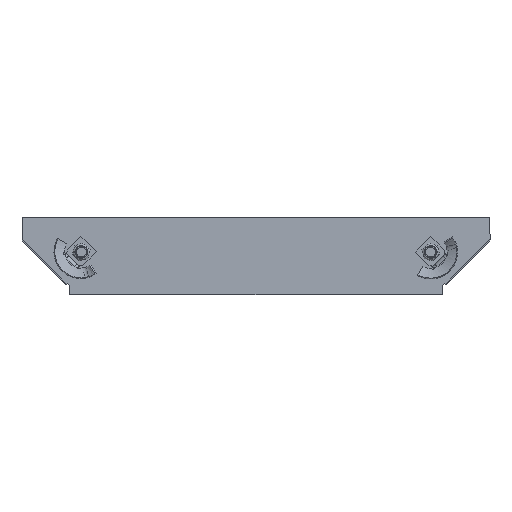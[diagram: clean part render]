
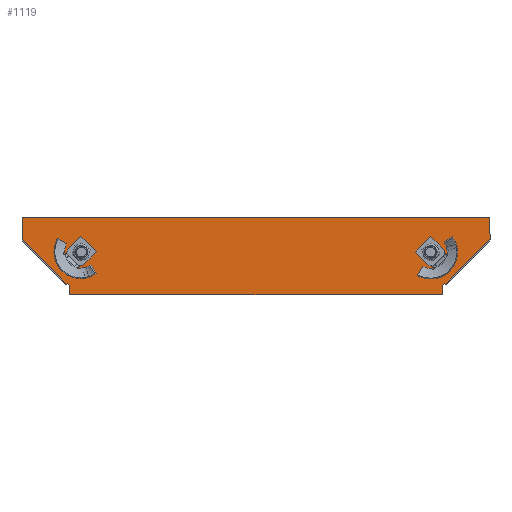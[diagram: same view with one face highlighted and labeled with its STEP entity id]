
A CAD part, top view. The second image highlights one B-rep face of the part: STEP entity #1119.
In plain terms, the highlighted planar face has unit normal (0, 0, 1).
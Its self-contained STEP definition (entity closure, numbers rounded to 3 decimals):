
#8 = DIRECTION ( 'NONE',  ( 1., 0., 0. ) ) ;
#18 = EDGE_CURVE ( 'NONE', #2946, #93, #1168, .T. ) ;
#93 = VERTEX_POINT ( 'NONE', #3742 ) ;
#132 = DIRECTION ( 'NONE',  ( 0., -1., 0. ) ) ;
#135 = EDGE_CURVE ( 'NONE', #5623, #5877, #5464, .T. ) ;
#208 = VERTEX_POINT ( 'NONE', #989 ) ;
#232 = LINE ( 'NONE', #4370, #3450 ) ;
#240 = PLANE ( 'NONE',  #4346 ) ;
#383 = ORIENTED_EDGE ( 'NONE', *, *, #4755, .T. ) ;
#387 = VECTOR ( 'NONE', #4373, 1000. ) ;
#419 = LINE ( 'NONE', #469, #5335 ) ;
#469 = CARTESIAN_POINT ( 'NONE',  ( -191.141, 63., 0. ) ) ;
#495 = DIRECTION ( 'NONE',  ( 0., 1., 0. ) ) ;
#559 = CARTESIAN_POINT ( 'NONE',  ( 191.141, 63., 0. ) ) ;
#648 = CARTESIAN_POINT ( 'NONE',  ( -152.25, 0., 0. ) ) ;
#704 = VERTEX_POINT ( 'NONE', #2954 ) ;
#707 = VECTOR ( 'NONE', #495, 1000. ) ;
#732 = VERTEX_POINT ( 'NONE', #5793 ) ;
#760 = CIRCLE ( 'NONE', #1106, 8.25 ) ;
#805 = EDGE_CURVE ( 'NONE', #5877, #3224, #3860, .T. ) ;
#862 = CARTESIAN_POINT ( 'NONE',  ( 154.725, 8.561, 0. ) ) ;
#961 = VECTOR ( 'NONE', #1717, 1000. ) ;
#989 = CARTESIAN_POINT ( 'NONE',  ( 134.454, 34.724, 0. ) ) ;
#1006 = CIRCLE ( 'NONE', #2964, 8.25 ) ;
#1026 = CARTESIAN_POINT ( 'NONE',  ( -154.018, 9.268, 0. ) ) ;
#1088 = DIRECTION ( 'NONE',  ( 0., 0., -1. ) ) ;
#1106 = AXIS2_PLACEMENT_3D ( 'NONE', #4435, #2533, #2515 ) ;
#1119 = ADVANCED_FACE ( 'NONE', ( #5880, #6163, #2754 ), #240, .F. ) ;
#1144 = CIRCLE ( 'NONE', #3585, 8.25 ) ;
#1168 = LINE ( 'NONE', #5573, #5906 ) ;
#1190 = VERTEX_POINT ( 'NONE', #6003 ) ;
#1258 = ORIENTED_EDGE ( 'NONE', *, *, #805, .T. ) ;
#1510 = EDGE_CURVE ( 'NONE', #1733, #4857, #1144, .T. ) ;
#1566 = LINE ( 'NONE', #2907, #2739 ) ;
#1611 = ORIENTED_EDGE ( 'NONE', *, *, #4365, .T. ) ;
#1688 = CARTESIAN_POINT ( 'NONE',  ( -142.704, 34.724, 0. ) ) ;
#1717 = DIRECTION ( 'NONE',  ( -0.707, -0.707, 0. ) ) ;
#1733 = VERTEX_POINT ( 'NONE', #3248 ) ;
#1751 = DIRECTION ( 'NONE',  ( -1., 0., 0. ) ) ;
#1828 = LINE ( 'NONE', #4415, #387 ) ;
#1835 = EDGE_LOOP ( 'NONE', ( #4604, #4260, #3837, #4030, #1611, #4967, #5310, #5845, #2119, #383, #4842, #1258 ) ) ;
#1843 = CARTESIAN_POINT ( 'NONE',  ( -152.25, 0., 0. ) ) ;
#1860 = VECTOR ( 'NONE', #2727, 1000. ) ;
#1908 = LINE ( 'NONE', #5741, #4945 ) ;
#2007 = ORIENTED_EDGE ( 'NONE', *, *, #5971, .F. ) ;
#2119 = ORIENTED_EDGE ( 'NONE', *, *, #2615, .T. ) ;
#2122 = ORIENTED_EDGE ( 'NONE', *, *, #1510, .T. ) ;
#2232 = EDGE_CURVE ( 'NONE', #5286, #704, #1828, .T. ) ;
#2263 = DIRECTION ( 'NONE',  ( 0., 0., -1. ) ) ;
#2445 = CARTESIAN_POINT ( 'NONE',  ( 191.141, 63., 0. ) ) ;
#2515 = DIRECTION ( 'NONE',  ( -1., 0., 0. ) ) ;
#2533 = DIRECTION ( 'NONE',  ( 0., 0., 1. ) ) ;
#2574 = DIRECTION ( 'NONE',  ( -1., 0., 0. ) ) ;
#2615 = EDGE_CURVE ( 'NONE', #732, #2870, #1908, .T. ) ;
#2727 = DIRECTION ( 'NONE',  ( 0.707, 0.707, 0. ) ) ;
#2739 = VECTOR ( 'NONE', #4790, 1000. ) ;
#2754 = FACE_BOUND ( 'NONE', #3108, .T. ) ;
#2820 = LINE ( 'NONE', #3129, #961 ) ;
#2860 = DIRECTION ( 'NONE',  ( 0.707, -0.707, 0. ) ) ;
#2870 = VERTEX_POINT ( 'NONE', #862 ) ;
#2873 = VERTEX_POINT ( 'NONE', #5196 ) ;
#2907 = CARTESIAN_POINT ( 'NONE',  ( 152.25, 7.5, 0. ) ) ;
#2922 = CARTESIAN_POINT ( 'NONE',  ( -191.141, 63., 0. ) ) ;
#2946 = VERTEX_POINT ( 'NONE', #4455 ) ;
#2954 = CARTESIAN_POINT ( 'NONE',  ( -152.25, 7.5, 0. ) ) ;
#2964 = AXIS2_PLACEMENT_3D ( 'NONE', #6018, #3633, #1751 ) ;
#2995 = CARTESIAN_POINT ( 'NONE',  ( -150.954, 34.724, 0. ) ) ;
#3082 = CARTESIAN_POINT ( 'NONE',  ( 150.954, 34.724, 0. ) ) ;
#3096 = LINE ( 'NONE', #6064, #1860 ) ;
#3108 = EDGE_LOOP ( 'NONE', ( #3686, #2122 ) ) ;
#3129 = CARTESIAN_POINT ( 'NONE',  ( -177.213, -13.928, 0. ) ) ;
#3174 = EDGE_LOOP ( 'NONE', ( #2007, #4286 ) ) ;
#3224 = VERTEX_POINT ( 'NONE', #2922 ) ;
#3229 = VECTOR ( 'NONE', #4690, 1000. ) ;
#3248 = CARTESIAN_POINT ( 'NONE',  ( -134.454, 34.724, 0. ) ) ;
#3450 = VECTOR ( 'NONE', #8, 1000. ) ;
#3528 = CARTESIAN_POINT ( 'NONE',  ( -191.141, 0., 0. ) ) ;
#3557 = LINE ( 'NONE', #648, #3697 ) ;
#3585 = AXIS2_PLACEMENT_3D ( 'NONE', #3929, #1088, #2574 ) ;
#3633 = DIRECTION ( 'NONE',  ( 0., 0., 1. ) ) ;
#3673 = DIRECTION ( 'NONE',  ( -0.707, 0.707, 0. ) ) ;
#3686 = ORIENTED_EDGE ( 'NONE', *, *, #5548, .T. ) ;
#3694 = CARTESIAN_POINT ( 'NONE',  ( 191.141, 44.977, 0. ) ) ;
#3697 = VECTOR ( 'NONE', #132, 1000. ) ;
#3698 = VECTOR ( 'NONE', #4877, 1000. ) ;
#3742 = CARTESIAN_POINT ( 'NONE',  ( -191.141, 44.977, 0. ) ) ;
#3837 = ORIENTED_EDGE ( 'NONE', *, *, #4535, .F. ) ;
#3860 = LINE ( 'NONE', #2445, #3698 ) ;
#3929 = CARTESIAN_POINT ( 'NONE',  ( -142.704, 34.724, 0. ) ) ;
#4030 = ORIENTED_EDGE ( 'NONE', *, *, #2232, .T. ) ;
#4088 = DIRECTION ( 'NONE',  ( -1., 0., 0. ) ) ;
#4252 = CARTESIAN_POINT ( 'NONE',  ( 191.141, 46.391, 0. ) ) ;
#4260 = ORIENTED_EDGE ( 'NONE', *, *, #18, .F. ) ;
#4262 = EDGE_CURVE ( 'NONE', #1190, #732, #1566, .T. ) ;
#4286 = ORIENTED_EDGE ( 'NONE', *, *, #5122, .F. ) ;
#4346 = AXIS2_PLACEMENT_3D ( 'NONE', #3528, #2263, #4088 ) ;
#4365 = EDGE_CURVE ( 'NONE', #704, #4745, #3557, .T. ) ;
#4370 = CARTESIAN_POINT ( 'NONE',  ( 152.25, 0., 0. ) ) ;
#4373 = DIRECTION ( 'NONE',  ( 0.707, -0.707, 0. ) ) ;
#4415 = CARTESIAN_POINT ( 'NONE',  ( -191.141, 46.391, 0. ) ) ;
#4435 = CARTESIAN_POINT ( 'NONE',  ( 142.704, 34.724, 0. ) ) ;
#4455 = CARTESIAN_POINT ( 'NONE',  ( -154.725, 8.561, 0. ) ) ;
#4503 = DIRECTION ( 'NONE',  ( -1., 0., 0. ) ) ;
#4535 = EDGE_CURVE ( 'NONE', #5286, #2946, #2820, .T. ) ;
#4604 = ORIENTED_EDGE ( 'NONE', *, *, #4782, .T. ) ;
#4690 = DIRECTION ( 'NONE',  ( 0., 1., 0. ) ) ;
#4737 = DIRECTION ( 'NONE',  ( 0., -1., 0. ) ) ;
#4745 = VERTEX_POINT ( 'NONE', #1843 ) ;
#4755 = EDGE_CURVE ( 'NONE', #2870, #5623, #3096, .T. ) ;
#4762 = CARTESIAN_POINT ( 'NONE',  ( 152.25, 7.5, 0. ) ) ;
#4782 = EDGE_CURVE ( 'NONE', #3224, #93, #419, .T. ) ;
#4790 = DIRECTION ( 'NONE',  ( 0.707, 0.707, 0. ) ) ;
#4828 = EDGE_CURVE ( 'NONE', #2873, #1190, #5479, .T. ) ;
#4842 = ORIENTED_EDGE ( 'NONE', *, *, #135, .T. ) ;
#4857 = VERTEX_POINT ( 'NONE', #2995 ) ;
#4861 = CIRCLE ( 'NONE', #5270, 8.25 ) ;
#4877 = DIRECTION ( 'NONE',  ( -1., 0., 0. ) ) ;
#4913 = VERTEX_POINT ( 'NONE', #3082 ) ;
#4945 = VECTOR ( 'NONE', #2860, 1000. ) ;
#4967 = ORIENTED_EDGE ( 'NONE', *, *, #5835, .T. ) ;
#4983 = DIRECTION ( 'NONE',  ( 0., 0., -1. ) ) ;
#5122 = EDGE_CURVE ( 'NONE', #4913, #208, #1006, .T. ) ;
#5196 = CARTESIAN_POINT ( 'NONE',  ( 152.25, 0., 0. ) ) ;
#5270 = AXIS2_PLACEMENT_3D ( 'NONE', #1688, #4983, #4503 ) ;
#5286 = VERTEX_POINT ( 'NONE', #1026 ) ;
#5310 = ORIENTED_EDGE ( 'NONE', *, *, #4828, .T. ) ;
#5335 = VECTOR ( 'NONE', #4737, 1000. ) ;
#5464 = LINE ( 'NONE', #4252, #3229 ) ;
#5479 = LINE ( 'NONE', #4762, #707 ) ;
#5548 = EDGE_CURVE ( 'NONE', #4857, #1733, #4861, .T. ) ;
#5573 = CARTESIAN_POINT ( 'NONE',  ( -168.653, 22.488, 0. ) ) ;
#5623 = VERTEX_POINT ( 'NONE', #3694 ) ;
#5741 = CARTESIAN_POINT ( 'NONE',  ( 154.018, 9.268, 0. ) ) ;
#5793 = CARTESIAN_POINT ( 'NONE',  ( 154.018, 9.268, 0. ) ) ;
#5835 = EDGE_CURVE ( 'NONE', #4745, #2873, #232, .T. ) ;
#5845 = ORIENTED_EDGE ( 'NONE', *, *, #4262, .T. ) ;
#5877 = VERTEX_POINT ( 'NONE', #559 ) ;
#5880 = FACE_BOUND ( 'NONE', #3174, .T. ) ;
#5906 = VECTOR ( 'NONE', #3673, 1000. ) ;
#5971 = EDGE_CURVE ( 'NONE', #208, #4913, #760, .T. ) ;
#6003 = CARTESIAN_POINT ( 'NONE',  ( 152.25, 7.5, 0. ) ) ;
#6018 = CARTESIAN_POINT ( 'NONE',  ( 142.704, 34.724, 0. ) ) ;
#6064 = CARTESIAN_POINT ( 'NONE',  ( 154.725, 8.561, 0. ) ) ;
#6163 = FACE_OUTER_BOUND ( 'NONE', #1835, .T. ) ;
